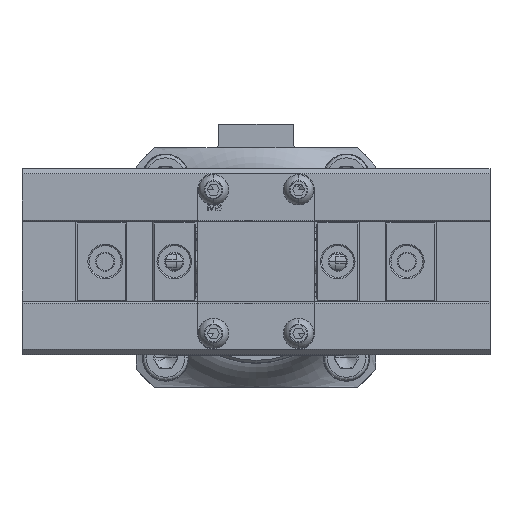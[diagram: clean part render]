
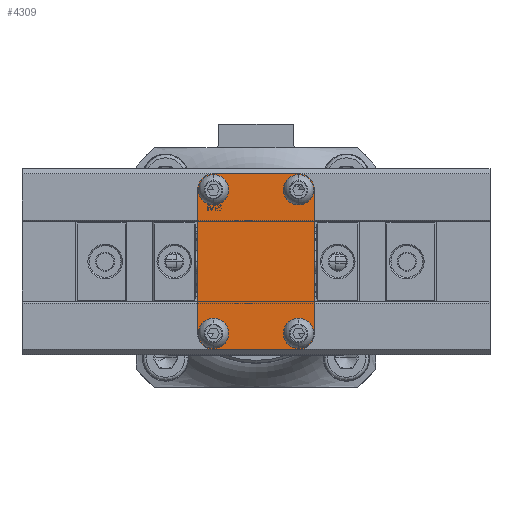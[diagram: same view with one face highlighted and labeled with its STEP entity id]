
A CAD part, top view. The second image highlights one B-rep face of the part: STEP entity #4309.
In plain terms, the highlighted planar face has unit normal (0, 0, 1).
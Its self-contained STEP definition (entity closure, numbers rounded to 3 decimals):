
#345 = CIRCLE ( 'NONE', #12701, 1.6 ) ;
#470 = VERTEX_POINT ( 'NONE', #10479 ) ;
#780 = DIRECTION ( 'NONE',  ( 0., 0., 1. ) ) ;
#906 = DIRECTION ( 'NONE',  ( 0., -1., 0. ) ) ;
#1238 = ORIENTED_EDGE ( 'NONE', *, *, #15231, .F. ) ;
#1339 = EDGE_LOOP ( 'NONE', ( #9420, #3246, #16224, #8824, #18821, #22730, #11857, #17417 ) ) ;
#1380 = EDGE_CURVE ( 'NONE', #25464, #8926, #17701, .T. ) ;
#1591 = EDGE_LOOP ( 'NONE', ( #6585, #9252 ) ) ;
#1826 = VERTEX_POINT ( 'NONE', #6342 ) ;
#1995 = CARTESIAN_POINT ( 'NONE',  ( 9.739, 12.182, 551.024 ) ) ;
#2029 = CARTESIAN_POINT ( 'NONE',  ( 9.739, 12.182, 551.024 ) ) ;
#2141 = FACE_BOUND ( 'NONE', #16037, .T. ) ;
#2153 = DIRECTION ( 'NONE',  ( 0., -1., 0. ) ) ;
#2377 = EDGE_CURVE ( 'NONE', #22412, #10146, #26663, .T. ) ;
#2416 = CARTESIAN_POINT ( 'NONE',  ( 25.739, 12.182, 551.024 ) ) ;
#2673 = AXIS2_PLACEMENT_3D ( 'NONE', #6163, #21011, #8278 ) ;
#2810 = FACE_BOUND ( 'NONE', #15512, .T. ) ;
#2877 = EDGE_CURVE ( 'NONE', #470, #16279, #17296, .T. ) ;
#3052 = CARTESIAN_POINT ( 'NONE',  ( 25.739, 12.182, 551.024 ) ) ;
#3246 = ORIENTED_EDGE ( 'NONE', *, *, #21795, .T. ) ;
#3891 = VERTEX_POINT ( 'NONE', #17732 ) ;
#4063 = LINE ( 'NONE', #9815, #26701 ) ;
#4309 = ADVANCED_FACE ( 'NONE', ( #2141, #2810, #18385, #24053, #12760 ), #8851, .T. ) ;
#4432 = CIRCLE ( 'NONE', #22988, 3. ) ;
#4485 = EDGE_CURVE ( 'NONE', #25299, #11853, #4432, .T. ) ;
#4521 = DIRECTION ( 'NONE',  ( 0., -1., 0. ) ) ;
#5162 = CIRCLE ( 'NONE', #22316, 1.6 ) ;
#5227 = VERTEX_POINT ( 'NONE', #26751 ) ;
#5307 = DIRECTION ( 'NONE',  ( 0., -1., 0. ) ) ;
#5330 = ORIENTED_EDGE ( 'NONE', *, *, #21269, .F. ) ;
#5376 = ORIENTED_EDGE ( 'NONE', *, *, #1380, .F. ) ;
#5520 = DIRECTION ( 'NONE',  ( 0., 0., 1. ) ) ;
#6163 = CARTESIAN_POINT ( 'NONE',  ( 9.739, 39.182, 551.024 ) ) ;
#6342 = CARTESIAN_POINT ( 'NONE',  ( 6.739, 39.182, 551.024 ) ) ;
#6354 = CIRCLE ( 'NONE', #11247, 1.6 ) ;
#6585 = ORIENTED_EDGE ( 'NONE', *, *, #7093, .F. ) ;
#6839 = AXIS2_PLACEMENT_3D ( 'NONE', #11140, #23871, #8999 ) ;
#6981 = ORIENTED_EDGE ( 'NONE', *, *, #18383, .F. ) ;
#7069 = CARTESIAN_POINT ( 'NONE',  ( 9.739, 13.782, 551.024 ) ) ;
#7093 = EDGE_CURVE ( 'NONE', #16279, #470, #345, .T. ) ;
#7339 = CIRCLE ( 'NONE', #27571, 1.6 ) ;
#7442 = CARTESIAN_POINT ( 'NONE',  ( 25.739, 39.182, 551.024 ) ) ;
#8072 = CARTESIAN_POINT ( 'NONE',  ( 25.739, 39.182, 551.024 ) ) ;
#8086 = EDGE_CURVE ( 'NONE', #18886, #1826, #17784, .T. ) ;
#8278 = DIRECTION ( 'NONE',  ( 0., -1., 0. ) ) ;
#8442 = VERTEX_POINT ( 'NONE', #16834 ) ;
#8677 = EDGE_CURVE ( 'NONE', #18885, #22412, #16411, .T. ) ;
#8819 = CIRCLE ( 'NONE', #2673, 1.6 ) ;
#8824 = ORIENTED_EDGE ( 'NONE', *, *, #8677, .T. ) ;
#8851 = PLANE ( 'NONE',  #11209 ) ;
#8926 = VERTEX_POINT ( 'NONE', #15264 ) ;
#8999 = DIRECTION ( 'NONE',  ( 0., -1., 0. ) ) ;
#9252 = ORIENTED_EDGE ( 'NONE', *, *, #2877, .F. ) ;
#9420 = ORIENTED_EDGE ( 'NONE', *, *, #4485, .T. ) ;
#9815 = CARTESIAN_POINT ( 'NONE',  ( 6.739, 39.182, 551.024 ) ) ;
#9878 = DIRECTION ( 'NONE',  ( 0., 1., 0. ) ) ;
#10048 = EDGE_CURVE ( 'NONE', #8442, #18885, #20358, .T. ) ;
#10146 = VERTEX_POINT ( 'NONE', #11023 ) ;
#10479 = CARTESIAN_POINT ( 'NONE',  ( 25.739, 40.782, 551.024 ) ) ;
#10484 = CARTESIAN_POINT ( 'NONE',  ( 6.739, 12.182, 551.024 ) ) ;
#10754 = LINE ( 'NONE', #24811, #15753 ) ;
#10983 = VECTOR ( 'NONE', #16299, 1000. ) ;
#11002 = DIRECTION ( 'NONE',  ( 0., 0., 1. ) ) ;
#11023 = CARTESIAN_POINT ( 'NONE',  ( 25.739, 42.182, 551.024 ) ) ;
#11140 = CARTESIAN_POINT ( 'NONE',  ( 9.739, 39.182, 551.024 ) ) ;
#11209 = AXIS2_PLACEMENT_3D ( 'NONE', #21605, #11002, #23730 ) ;
#11232 = EDGE_CURVE ( 'NONE', #10146, #18886, #17298, .T. ) ;
#11247 = AXIS2_PLACEMENT_3D ( 'NONE', #12386, #27271, #14496 ) ;
#11279 = CARTESIAN_POINT ( 'NONE',  ( 9.739, 9.182, 551.024 ) ) ;
#11853 = VERTEX_POINT ( 'NONE', #11279 ) ;
#11857 = ORIENTED_EDGE ( 'NONE', *, *, #8086, .T. ) ;
#12251 = CARTESIAN_POINT ( 'NONE',  ( 28.739, 12.182, 551.024 ) ) ;
#12386 = CARTESIAN_POINT ( 'NONE',  ( 25.739, 12.182, 551.024 ) ) ;
#12419 = DIRECTION ( 'NONE',  ( 0., 0., 1. ) ) ;
#12670 = ORIENTED_EDGE ( 'NONE', *, *, #24420, .F. ) ;
#12701 = AXIS2_PLACEMENT_3D ( 'NONE', #7442, #20168, #5307 ) ;
#12760 = FACE_BOUND ( 'NONE', #13122, .T. ) ;
#13122 = EDGE_LOOP ( 'NONE', ( #12670, #6981 ) ) ;
#13200 = VERTEX_POINT ( 'NONE', #21025 ) ;
#13490 = DIRECTION ( 'NONE',  ( 0., 1., 0. ) ) ;
#14005 = DIRECTION ( 'NONE',  ( 0., -1., 0. ) ) ;
#14217 = DIRECTION ( 'NONE',  ( 1., 0., 0. ) ) ;
#14496 = DIRECTION ( 'NONE',  ( 0., -1., 0. ) ) ;
#14678 = DIRECTION ( 'NONE',  ( 0., 0., 1. ) ) ;
#14687 = ORIENTED_EDGE ( 'NONE', *, *, #27323, .F. ) ;
#14705 = DIRECTION ( 'NONE',  ( 0., -1., 0. ) ) ;
#15231 = EDGE_CURVE ( 'NONE', #5227, #26522, #8819, .T. ) ;
#15264 = CARTESIAN_POINT ( 'NONE',  ( 9.739, 10.582, 551.024 ) ) ;
#15274 = AXIS2_PLACEMENT_3D ( 'NONE', #22754, #780, #13490 ) ;
#15303 = DIRECTION ( 'NONE',  ( 0., 0., 1. ) ) ;
#15512 = EDGE_LOOP ( 'NONE', ( #5330, #1238 ) ) ;
#15753 = VECTOR ( 'NONE', #14217, 1000. ) ;
#15763 = DIRECTION ( 'NONE',  ( 0., 0., 1. ) ) ;
#15953 = EDGE_CURVE ( 'NONE', #1826, #25299, #4063, .T. ) ;
#16034 = CARTESIAN_POINT ( 'NONE',  ( 25.739, 37.582, 551.024 ) ) ;
#16037 = EDGE_LOOP ( 'NONE', ( #14687, #5376 ) ) ;
#16111 = AXIS2_PLACEMENT_3D ( 'NONE', #3052, #15763, #906 ) ;
#16224 = ORIENTED_EDGE ( 'NONE', *, *, #10048, .T. ) ;
#16279 = VERTEX_POINT ( 'NONE', #16034 ) ;
#16299 = DIRECTION ( 'NONE',  ( -1., 0., 0. ) ) ;
#16411 = LINE ( 'NONE', #20489, #27084 ) ;
#16834 = CARTESIAN_POINT ( 'NONE',  ( 25.739, 9.182, 551.024 ) ) ;
#17248 = DIRECTION ( 'NONE',  ( 0., 0., 1. ) ) ;
#17296 = CIRCLE ( 'NONE', #21884, 1.6 ) ;
#17298 = LINE ( 'NONE', #20587, #10983 ) ;
#17417 = ORIENTED_EDGE ( 'NONE', *, *, #15953, .T. ) ;
#17701 = CIRCLE ( 'NONE', #19173, 1.6 ) ;
#17732 = CARTESIAN_POINT ( 'NONE',  ( 25.739, 13.782, 551.024 ) ) ;
#17784 = CIRCLE ( 'NONE', #6839, 3. ) ;
#18213 = CARTESIAN_POINT ( 'NONE',  ( 9.739, 12.182, 551.024 ) ) ;
#18383 = EDGE_CURVE ( 'NONE', #3891, #13200, #6354, .T. ) ;
#18385 = FACE_OUTER_BOUND ( 'NONE', #1339, .T. ) ;
#18821 = ORIENTED_EDGE ( 'NONE', *, *, #2377, .T. ) ;
#18885 = VERTEX_POINT ( 'NONE', #12251 ) ;
#18886 = VERTEX_POINT ( 'NONE', #27140 ) ;
#19173 = AXIS2_PLACEMENT_3D ( 'NONE', #1995, #14678, #27464 ) ;
#20168 = DIRECTION ( 'NONE',  ( 0., 0., 1. ) ) ;
#20358 = CIRCLE ( 'NONE', #16111, 3. ) ;
#20383 = DIRECTION ( 'NONE',  ( 0., -1., 0. ) ) ;
#20489 = CARTESIAN_POINT ( 'NONE',  ( 28.739, 39.182, 551.024 ) ) ;
#20587 = CARTESIAN_POINT ( 'NONE',  ( 9.739, 42.182, 551.024 ) ) ;
#20884 = CARTESIAN_POINT ( 'NONE',  ( 9.739, 37.582, 551.024 ) ) ;
#21011 = DIRECTION ( 'NONE',  ( 0., 0., 1. ) ) ;
#21025 = CARTESIAN_POINT ( 'NONE',  ( 25.739, 10.582, 551.024 ) ) ;
#21269 = EDGE_CURVE ( 'NONE', #26522, #5227, #5162, .T. ) ;
#21605 = CARTESIAN_POINT ( 'NONE',  ( 9.739, 12.182, 551.024 ) ) ;
#21795 = EDGE_CURVE ( 'NONE', #11853, #8442, #10754, .T. ) ;
#21884 = AXIS2_PLACEMENT_3D ( 'NONE', #8072, #15303, #2153 ) ;
#22316 = AXIS2_PLACEMENT_3D ( 'NONE', #25123, #12419, #27306 ) ;
#22400 = AXIS2_PLACEMENT_3D ( 'NONE', #18213, #5520, #20383 ) ;
#22412 = VERTEX_POINT ( 'NONE', #24510 ) ;
#22730 = ORIENTED_EDGE ( 'NONE', *, *, #11232, .T. ) ;
#22754 = CARTESIAN_POINT ( 'NONE',  ( 25.739, 39.182, 551.024 ) ) ;
#22988 = AXIS2_PLACEMENT_3D ( 'NONE', #2029, #25320, #14705 ) ;
#23730 = DIRECTION ( 'NONE',  ( 0., -1., 0. ) ) ;
#23871 = DIRECTION ( 'NONE',  ( 0., 0., 1. ) ) ;
#24053 = FACE_BOUND ( 'NONE', #1591, .T. ) ;
#24420 = EDGE_CURVE ( 'NONE', #13200, #3891, #7339, .T. ) ;
#24510 = CARTESIAN_POINT ( 'NONE',  ( 28.739, 39.182, 551.024 ) ) ;
#24811 = CARTESIAN_POINT ( 'NONE',  ( 9.739, 9.182, 551.024 ) ) ;
#25123 = CARTESIAN_POINT ( 'NONE',  ( 9.739, 39.182, 551.024 ) ) ;
#25299 = VERTEX_POINT ( 'NONE', #10484 ) ;
#25320 = DIRECTION ( 'NONE',  ( 0., 0., 1. ) ) ;
#25464 = VERTEX_POINT ( 'NONE', #7069 ) ;
#25885 = CIRCLE ( 'NONE', #22400, 1.6 ) ;
#26522 = VERTEX_POINT ( 'NONE', #20884 ) ;
#26663 = CIRCLE ( 'NONE', #15274, 3. ) ;
#26701 = VECTOR ( 'NONE', #14005, 1000. ) ;
#26751 = CARTESIAN_POINT ( 'NONE',  ( 9.739, 40.782, 551.024 ) ) ;
#27084 = VECTOR ( 'NONE', #9878, 1000. ) ;
#27140 = CARTESIAN_POINT ( 'NONE',  ( 9.739, 42.182, 551.024 ) ) ;
#27271 = DIRECTION ( 'NONE',  ( 0., 0., 1. ) ) ;
#27306 = DIRECTION ( 'NONE',  ( 0., -1., 0. ) ) ;
#27323 = EDGE_CURVE ( 'NONE', #8926, #25464, #25885, .T. ) ;
#27464 = DIRECTION ( 'NONE',  ( 0., -1., 0. ) ) ;
#27571 = AXIS2_PLACEMENT_3D ( 'NONE', #2416, #17248, #4521 ) ;
